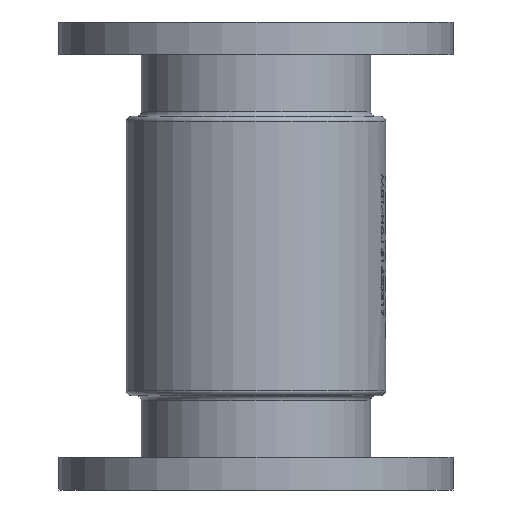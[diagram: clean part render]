
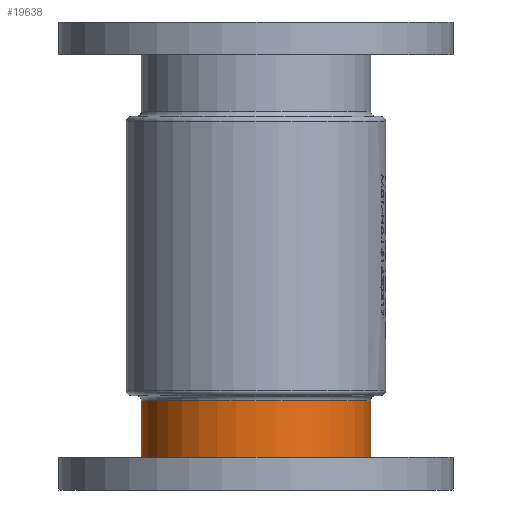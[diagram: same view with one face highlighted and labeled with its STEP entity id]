
A CAD part, front view. The second image highlights one B-rep face of the part: STEP entity #19638.
In plain terms, the highlighted cylindrical face has radius 69.85 mm (diameter 139.7 mm), a partial arc.
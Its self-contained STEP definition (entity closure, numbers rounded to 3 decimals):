
#333 = CARTESIAN_POINT ( 'NONE',  ( -69.85, 0., -265. ) ) ;
#378 = EDGE_LOOP ( 'NONE', ( #15918, #3841, #23071, #816 ) ) ;
#816 = ORIENTED_EDGE ( 'NONE', *, *, #12891, .F. ) ;
#2930 = EDGE_CURVE ( 'NONE', #21898, #21419, #5734, .T. ) ;
#3139 = DIRECTION ( 'NONE',  ( 0., 0., -1. ) ) ;
#3522 = CARTESIAN_POINT ( 'NONE',  ( -69.85, 0., -285. ) ) ;
#3841 = ORIENTED_EDGE ( 'NONE', *, *, #16529, .T. ) ;
#4920 = DIRECTION ( 'NONE',  ( 0., 0., -1. ) ) ;
#5734 = CIRCLE ( 'NONE', #23854, 69.85 ) ;
#6606 = CARTESIAN_POINT ( 'NONE',  ( 0., 0., -230.5 ) ) ;
#7101 = FACE_OUTER_BOUND ( 'NONE', #378, .T. ) ;
#7642 = CARTESIAN_POINT ( 'NONE',  ( 69.85, 0., -230.5 ) ) ;
#7815 = CARTESIAN_POINT ( 'NONE',  ( 0., 0., -265. ) ) ;
#11611 = EDGE_CURVE ( 'NONE', #24503, #19126, #18363, .T. ) ;
#12189 = DIRECTION ( 'NONE',  ( 1., 0., 0. ) ) ;
#12398 = DIRECTION ( 'NONE',  ( 0., 0., -1. ) ) ;
#12891 = EDGE_CURVE ( 'NONE', #21898, #19126, #27478, .T. ) ;
#13785 = DIRECTION ( 'NONE',  ( 1., 0., 0. ) ) ;
#15480 = DIRECTION ( 'NONE',  ( 0., 0., -1. ) ) ;
#15918 = ORIENTED_EDGE ( 'NONE', *, *, #2930, .T. ) ;
#15981 = CYLINDRICAL_SURFACE ( 'NONE', #25410, 69.85 ) ;
#16529 = EDGE_CURVE ( 'NONE', #21419, #24503, #23464, .T. ) ;
#16707 = DIRECTION ( 'NONE',  ( 0., 0., 1. ) ) ;
#16968 = AXIS2_PLACEMENT_3D ( 'NONE', #7815, #16707, #12189 ) ;
#18363 = CIRCLE ( 'NONE', #16968, 69.85 ) ;
#18719 = CARTESIAN_POINT ( 'NONE',  ( 69.85, 0., -285. ) ) ;
#19126 = VERTEX_POINT ( 'NONE', #24350 ) ;
#19480 = VECTOR ( 'NONE', #3139, 1000. ) ;
#19638 = ADVANCED_FACE ( 'NONE', ( #7101 ), #15981, .T. ) ;
#21419 = VERTEX_POINT ( 'NONE', #26778 ) ;
#21898 = VERTEX_POINT ( 'NONE', #7642 ) ;
#22474 = DIRECTION ( 'NONE',  ( 1., 0., 0. ) ) ;
#23071 = ORIENTED_EDGE ( 'NONE', *, *, #11611, .T. ) ;
#23464 = LINE ( 'NONE', #3522, #25908 ) ;
#23854 = AXIS2_PLACEMENT_3D ( 'NONE', #6606, #15480, #22474 ) ;
#24350 = CARTESIAN_POINT ( 'NONE',  ( 69.85, 0., -265. ) ) ;
#24503 = VERTEX_POINT ( 'NONE', #333 ) ;
#24871 = CARTESIAN_POINT ( 'NONE',  ( 0., 0., -285. ) ) ;
#25410 = AXIS2_PLACEMENT_3D ( 'NONE', #24871, #4920, #13785 ) ;
#25908 = VECTOR ( 'NONE', #12398, 1000. ) ;
#26778 = CARTESIAN_POINT ( 'NONE',  ( -69.85, 0., -230.5 ) ) ;
#27478 = LINE ( 'NONE', #18719, #19480 ) ;
